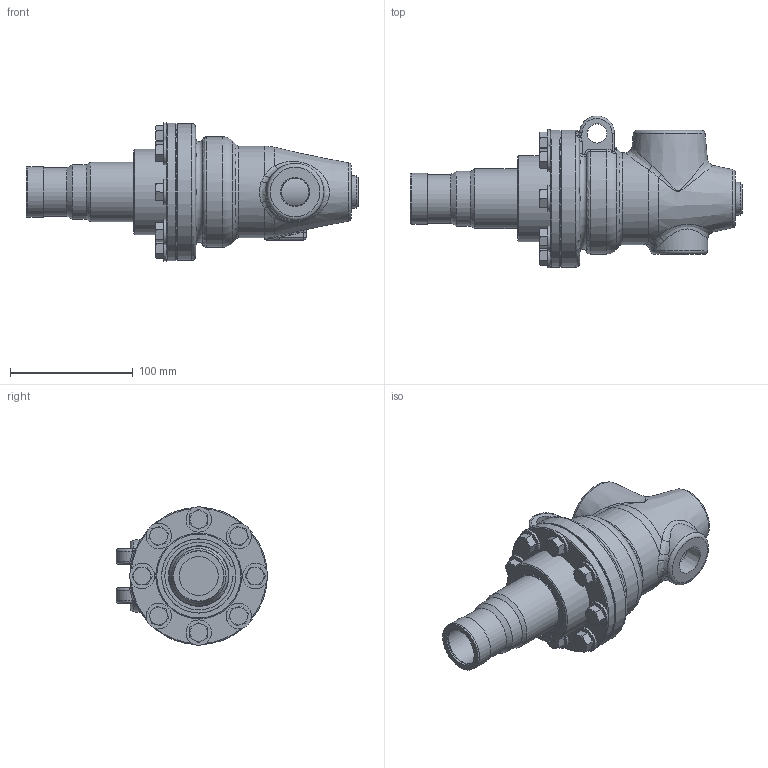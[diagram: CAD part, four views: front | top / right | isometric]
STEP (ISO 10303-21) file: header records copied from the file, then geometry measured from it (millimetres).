
FILE_DESCRIPTION(/* description */ (''),/* implementation_level */ '2;1');
FILE_NAME(/* name */ 'BC-54000-20-62-IC.stp',/* time_stamp */ '2020-05-18T15:58:22-05:00',/* author */ ('Moorera'),/* organization */ (''),/* preprocessor_version */ 'ST-DEVELOPER v18.1',/* originating_system */ 'Autodesk Inventor 2020',/* authorisation */ '');
FILE_SCHEMA (('AUTOMOTIVE_DESIGN { 1 0 10303 214 3 1 1 }'));
Length unit declared in the file: millimetre
Products named in the file (1): BC-54000-20-62-IC
Bounding box: 270.2 x 123.67 x 112.74 mm (x, y, z)
Volume: 958958.1 mm3; surface area: 111582.9 mm2
Topology: 1 solids, 10 shells, 1017 faces, 2602 edges, 1684 vertices
Faces by surface type: plane 503, bspline 290, cylinder 108, cone 83, torus 29, sphere 4
Full cylindrical faces by diameter (mm): 7.798 x8, 9.525 x8, 10.2 x8, 10.312 x8, 10.4 x8, 14.275 x8, 15.7 x2, 20.65 x8, 22.631 x1, 31.8 x2, 37.313 x1, 39.52 x1, 40.9 x1, 41.18 x1, 44.5 x1, 48.5 x1, 49.18 x1, 60.35 x1, 69.85 x1, 74.7 x1, 109.5 x1, 111.25 x1, 111.8 x1
Entity records: 40740 total; most frequent: CARTESIAN_POINT 17219, ORIENTED_EDGE 5192, DIRECTION 3989, EDGE_CURVE 2596, VERTEX_POINT 1684, AXIS2_PLACEMENT_3D 1346, LINE 1297, VECTOR 1297
